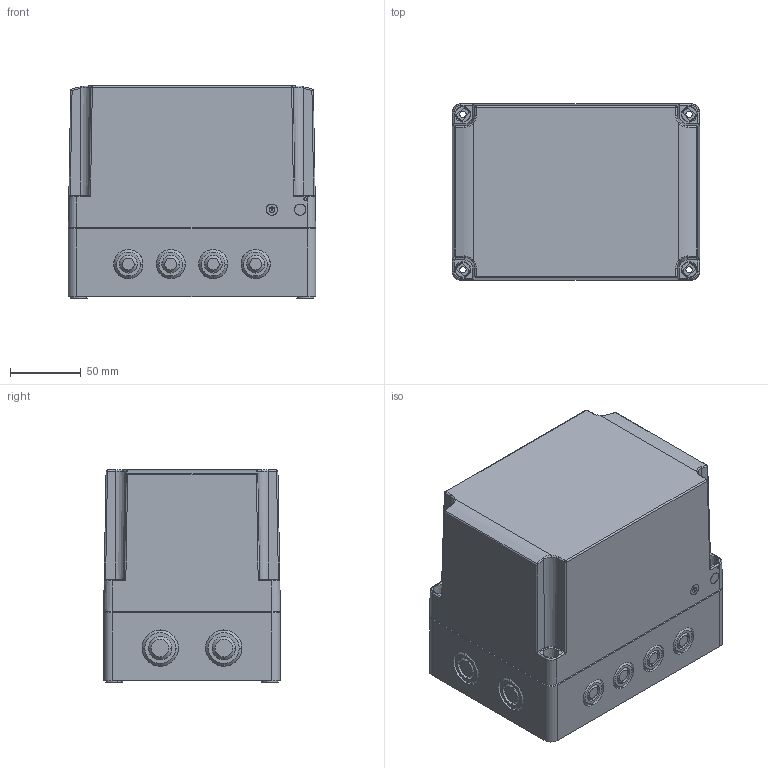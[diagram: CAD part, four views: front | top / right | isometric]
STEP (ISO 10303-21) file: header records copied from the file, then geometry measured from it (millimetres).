
FILE_DESCRIPTION((''),'2;1');
FILE_NAME('SPCM131815G_ASM','2008-12-08T',('pasi_koskela'),(''),'PRO/ENGINEER BY PARAMETRIC TECHNOLOGY CORPORATION, 2008250','PRO/ENGINEER BY PARAMETRIC TECHNOLOGY CORPORATION, 2008250','');
FILE_SCHEMA(('AUTOMOTIVE_DESIGN_CC2 { 1 2 10303 214 -1 1 5 2 }'));
Length unit declared in the file: millimetre
Products named in the file (3): SPCM131805B; SPCG131810L; SPCM131815G_ASM
Assembly tree (2 placements, depth 2):
  SPCM131815G_ASM
    SPCM131805B
    SPCG131810L
Bounding box: 175 x 125 x 150 mm (x, y, z)
Volume: 432374.7 mm3; surface area: 276841.4 mm2
Topology: 2 solids, 2 shells, 1246 faces, 3185 edges, 2038 vertices
Faces by surface type: plane 684, cylinder 244, cone 206, bspline 64, torus 40, sphere 8
Entity records: 55704 total; most frequent: CARTESIAN_POINT 18402, ORIENTED_EDGE 6356, DIRECTION 5856, EDGE_CURVE 3178, PRESENTATION_STYLE_ASSIGNMENT 2442, STYLED_ITEM 2442, CURVE_STYLE 2441, VERTEX_POINT 2034
